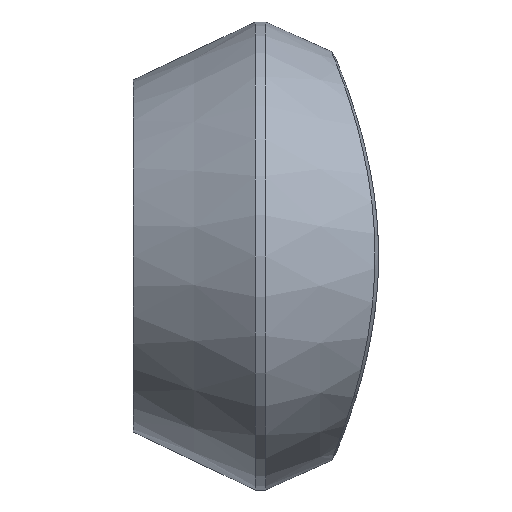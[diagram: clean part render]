
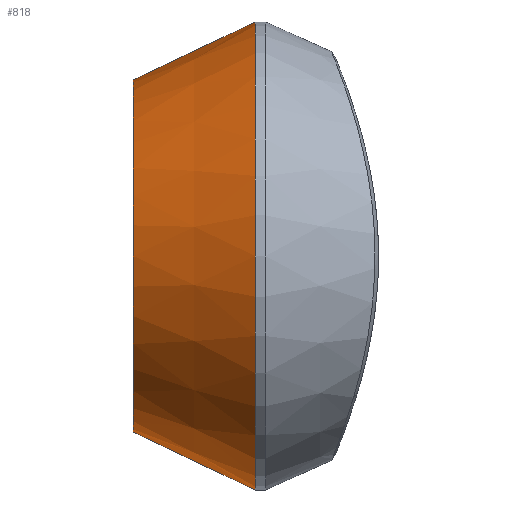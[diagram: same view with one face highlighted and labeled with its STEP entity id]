
A CAD part, left-side view. The second image highlights one B-rep face of the part: STEP entity #818.
In plain terms, the highlighted conical face has half-angle 25.45 degrees and reference radius 33.143 mm.
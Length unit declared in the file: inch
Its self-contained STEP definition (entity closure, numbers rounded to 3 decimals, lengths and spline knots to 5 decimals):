
#7 = CIRCLE ( 'NONE', #53, 1.73438 ) ;
#36 = ORIENTED_EDGE ( 'NONE', *, *, #1171, .F. ) ;
#53 = AXIS2_PLACEMENT_3D ( 'NONE', #416, #744, #322 ) ;
#57 = DIRECTION ( 'NONE',  ( 0., -0.903, 0.43 ) ) ;
#70 = CARTESIAN_POINT ( 'NONE',  ( 0., 4.28, 0. ) ) ;
#138 = ORIENTED_EDGE ( 'NONE', *, *, #343, .T. ) ;
#140 = CARTESIAN_POINT ( 'NONE',  ( 0., 4.28, -1.30486 ) ) ;
#152 = VERTEX_POINT ( 'NONE', #973 ) ;
#208 = CIRCLE ( 'NONE', #373, 1.30486 ) ;
#271 = LINE ( 'NONE', #486, #495 ) ;
#299 = CARTESIAN_POINT ( 'NONE',  ( 0., 4.28, 0. ) ) ;
#322 = DIRECTION ( 'NONE',  ( 0., 0., -1. ) ) ;
#332 = VERTEX_POINT ( 'NONE', #488 ) ;
#343 = EDGE_CURVE ( 'NONE', #1218, #919, #380, .T. ) ;
#373 = AXIS2_PLACEMENT_3D ( 'NONE', #299, #730, #1174 ) ;
#376 = AXIS2_PLACEMENT_3D ( 'NONE', #70, #811, #1327 ) ;
#380 = LINE ( 'NONE', #140, #892 ) ;
#416 = CARTESIAN_POINT ( 'NONE',  ( 0., 3.37745, 0. ) ) ;
#486 = CARTESIAN_POINT ( 'NONE',  ( 0., 4.28, 1.30486 ) ) ;
#488 = CARTESIAN_POINT ( 'NONE',  ( 0., 4.28, 1.30486 ) ) ;
#495 = VECTOR ( 'NONE', #57, 39.37008 ) ;
#569 = CARTESIAN_POINT ( 'NONE',  ( 0., 4.28, -1.30486 ) ) ;
#683 = EDGE_CURVE ( 'NONE', #332, #152, #271, .T. ) ;
#699 = FACE_OUTER_BOUND ( 'NONE', #977, .T. ) ;
#730 = DIRECTION ( 'NONE',  ( 0., -1., 0. ) ) ;
#744 = DIRECTION ( 'NONE',  ( 0., -1., 0. ) ) ;
#811 = DIRECTION ( 'NONE',  ( 0., -1., 0. ) ) ;
#816 = CARTESIAN_POINT ( 'NONE',  ( 0., 3.37745, -1.73438 ) ) ;
#818 = ADVANCED_FACE ( 'NONE', ( #699 ), #1139, .T. ) ;
#883 = DIRECTION ( 'NONE',  ( 0., -0.903, -0.43 ) ) ;
#892 = VECTOR ( 'NONE', #883, 39.37008 ) ;
#893 = ORIENTED_EDGE ( 'NONE', *, *, #683, .F. ) ;
#919 = VERTEX_POINT ( 'NONE', #816 ) ;
#973 = CARTESIAN_POINT ( 'NONE',  ( 0., 3.37745, 1.73438 ) ) ;
#977 = EDGE_LOOP ( 'NONE', ( #893, #1199, #138, #36 ) ) ;
#1139 = CONICAL_SURFACE ( 'NONE', #376, 1.30486, 0.444 ) ;
#1171 = EDGE_CURVE ( 'NONE', #152, #919, #7, .T. ) ;
#1174 = DIRECTION ( 'NONE',  ( 0., 0., -1. ) ) ;
#1199 = ORIENTED_EDGE ( 'NONE', *, *, #1344, .T. ) ;
#1218 = VERTEX_POINT ( 'NONE', #569 ) ;
#1327 = DIRECTION ( 'NONE',  ( 0., 0., -1. ) ) ;
#1344 = EDGE_CURVE ( 'NONE', #332, #1218, #208, .T. ) ;
